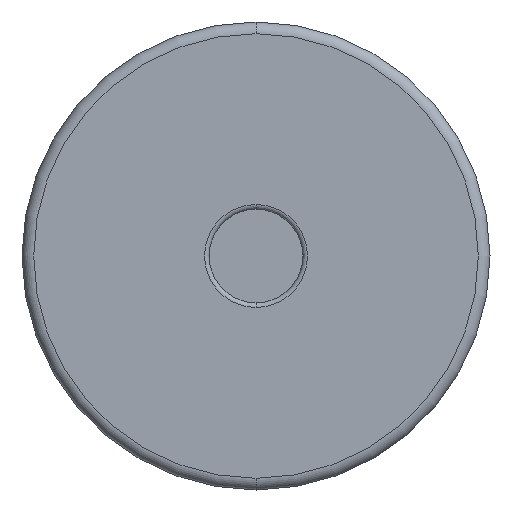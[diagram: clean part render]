
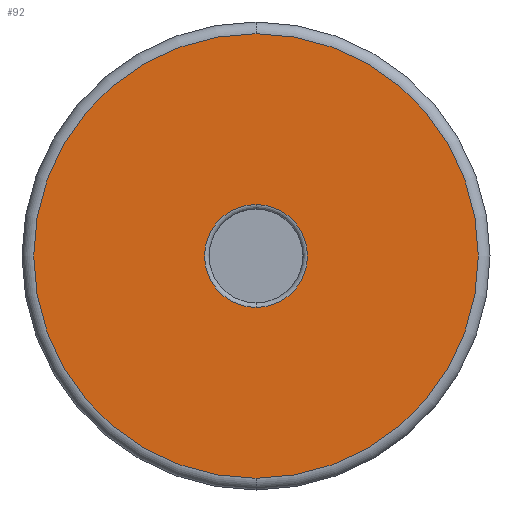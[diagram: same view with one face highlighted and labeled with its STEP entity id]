
A CAD part, front view. The second image highlights one B-rep face of the part: STEP entity #92.
In plain terms, the highlighted planar face has unit normal (0, -1, 0).
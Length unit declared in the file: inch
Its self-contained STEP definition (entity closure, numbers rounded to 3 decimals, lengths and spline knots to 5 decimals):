
#1 = EDGE_LOOP ( 'NONE', ( #159, #160 ) ) ;
#3 = EDGE_LOOP ( 'NONE', ( #161, #143 ) ) ;
#30 = EDGE_CURVE ( 'NONE', #132, #133, #566, .T. ) ;
#31 = EDGE_CURVE ( 'NONE', #135, #134, #565, .T. ) ;
#45 = CIRCLE ( 'NONE', #458, 0.475 ) ;
#54 = CIRCLE ( 'NONE', #475, 0.11 ) ;
#92 = ADVANCED_FACE ( 'NONE', ( #466, #457 ), #336, .F. ) ;
#103 = AXIS2_PLACEMENT_3D ( 'NONE', #209, #210, #211 ) ;
#104 = AXIS2_PLACEMENT_3D ( 'NONE', #206, #207, #208 ) ;
#132 = VERTEX_POINT ( 'NONE', #361 ) ;
#133 = VERTEX_POINT ( 'NONE', #362 ) ;
#134 = VERTEX_POINT ( 'NONE', #363 ) ;
#135 = VERTEX_POINT ( 'NONE', #364 ) ;
#143 = ORIENTED_EDGE ( 'NONE', *, *, #552, .T. ) ;
#159 = ORIENTED_EDGE ( 'NONE', *, *, #587, .T. ) ;
#160 = ORIENTED_EDGE ( 'NONE', *, *, #31, .T. ) ;
#161 = ORIENTED_EDGE ( 'NONE', *, *, #30, .T. ) ;
#206 = CARTESIAN_POINT ( 'NONE',  ( 0., 0., 0. ) ) ;
#207 = DIRECTION ( 'NONE',  ( 0., -1., 0. ) ) ;
#208 = DIRECTION ( 'NONE',  ( 0., 0., 1. ) ) ;
#209 = CARTESIAN_POINT ( 'NONE',  ( 0., 0., 0. ) ) ;
#210 = DIRECTION ( 'NONE',  ( 0., 1., 0. ) ) ;
#211 = DIRECTION ( 'NONE',  ( 0., 0., 1. ) ) ;
#336 = PLANE ( 'NONE',  #453 ) ;
#337 = CARTESIAN_POINT ( 'NONE',  ( 0., 0., 0. ) ) ;
#338 = DIRECTION ( 'NONE',  ( 0., 1., 0. ) ) ;
#339 = DIRECTION ( 'NONE',  ( 0., 0., 1. ) ) ;
#361 = CARTESIAN_POINT ( 'NONE',  ( 0., 0., 0.475 ) ) ;
#362 = CARTESIAN_POINT ( 'NONE',  ( 0., 0., -0.475 ) ) ;
#363 = CARTESIAN_POINT ( 'NONE',  ( 0., 0., 0.11 ) ) ;
#364 = CARTESIAN_POINT ( 'NONE',  ( 0., 0., -0.11 ) ) ;
#372 = CARTESIAN_POINT ( 'NONE',  ( 0., 0., 0. ) ) ;
#373 = DIRECTION ( 'NONE',  ( 0., -1., 0. ) ) ;
#374 = DIRECTION ( 'NONE',  ( 0., 0., 1. ) ) ;
#411 = CARTESIAN_POINT ( 'NONE',  ( 0., 0., 0. ) ) ;
#412 = DIRECTION ( 'NONE',  ( 0., 1., 0. ) ) ;
#413 = DIRECTION ( 'NONE',  ( 0., 0., 1. ) ) ;
#453 = AXIS2_PLACEMENT_3D ( 'NONE', #337, #338, #339 ) ;
#457 = FACE_OUTER_BOUND ( 'NONE', #3, .T. ) ;
#458 = AXIS2_PLACEMENT_3D ( 'NONE', #372, #373, #374 ) ;
#466 = FACE_BOUND ( 'NONE', #1, .T. ) ;
#475 = AXIS2_PLACEMENT_3D ( 'NONE', #411, #412, #413 ) ;
#552 = EDGE_CURVE ( 'NONE', #133, #132, #45, .T. ) ;
#565 = CIRCLE ( 'NONE', #103, 0.11 ) ;
#566 = CIRCLE ( 'NONE', #104, 0.475 ) ;
#587 = EDGE_CURVE ( 'NONE', #134, #135, #54, .T. ) ;
